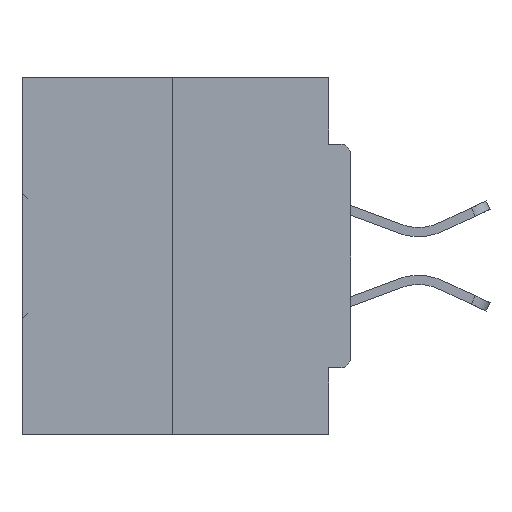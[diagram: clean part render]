
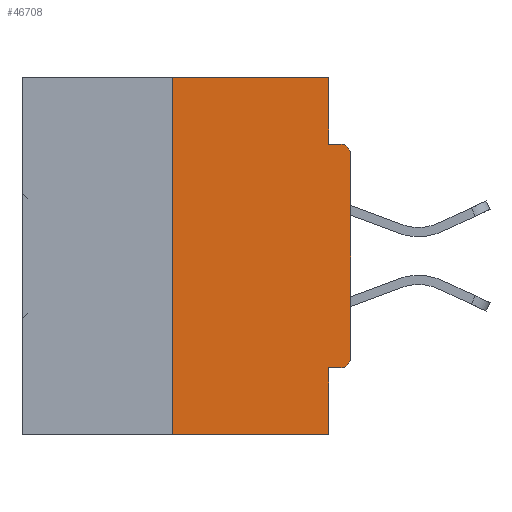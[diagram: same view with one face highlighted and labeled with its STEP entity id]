
A CAD part, left-side view. The second image highlights one B-rep face of the part: STEP entity #46708.
In plain terms, the highlighted planar face has unit normal (-1, 0, 0).
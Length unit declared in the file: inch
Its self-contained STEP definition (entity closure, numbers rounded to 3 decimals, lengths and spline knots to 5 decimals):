
#29 = DIRECTION ( 'NONE',  ( 0., -1., 0. ) ) ;
#422 = VERTEX_POINT ( 'NONE', #16062 ) ;
#974 = VERTEX_POINT ( 'NONE', #38183 ) ;
#1257 = ORIENTED_EDGE ( 'NONE', *, *, #19547, .F. ) ;
#2387 = LINE ( 'NONE', #16920, #7524 ) ;
#2991 = VECTOR ( 'NONE', #14881, 39.37008 ) ;
#4146 = LINE ( 'NONE', #43940, #18184 ) ;
#4874 = CARTESIAN_POINT ( 'NONE',  ( 0., 0., -0.4065 ) ) ;
#4921 = CARTESIAN_POINT ( 'NONE',  ( 0., 0.031, -0.4065 ) ) ;
#5170 = CARTESIAN_POINT ( 'NONE',  ( 0., 0., 0. ) ) ;
#5418 = VECTOR ( 'NONE', #7341, 39.37008 ) ;
#5587 = VERTEX_POINT ( 'NONE', #5966 ) ;
#5966 = CARTESIAN_POINT ( 'NONE',  ( 0., 0.25, 0. ) ) ;
#6143 = CIRCLE ( 'NONE', #32837, 0.015 ) ;
#7341 = DIRECTION ( 'NONE',  ( 0., 0., -1. ) ) ;
#7524 = VECTOR ( 'NONE', #27880, 39.37008 ) ;
#7942 = DIRECTION ( 'NONE',  ( -1., 0., 0. ) ) ;
#8437 = CARTESIAN_POINT ( 'NONE',  ( 0., 0.25, 0. ) ) ;
#9808 = VERTEX_POINT ( 'NONE', #4921 ) ;
#10216 = VERTEX_POINT ( 'NONE', #41104 ) ;
#10992 = CARTESIAN_POINT ( 'NONE',  ( 0., 0.25, -0.5 ) ) ;
#11293 = VECTOR ( 'NONE', #29, 39.37008 ) ;
#11845 = ORIENTED_EDGE ( 'NONE', *, *, #44323, .F. ) ;
#11858 = CARTESIAN_POINT ( 'NONE',  ( 0., 0.031, -0.5 ) ) ;
#12236 = LINE ( 'NONE', #4874, #30645 ) ;
#12499 = VECTOR ( 'NONE', #19950, 39.37008 ) ;
#12577 = CARTESIAN_POINT ( 'NONE',  ( 0., 0.015, -0.4065 ) ) ;
#13055 = DIRECTION ( 'NONE',  ( 0., 0., -1. ) ) ;
#13659 = EDGE_CURVE ( 'NONE', #5587, #10216, #4146, .T. ) ;
#14881 = DIRECTION ( 'NONE',  ( 0., 0., -1. ) ) ;
#16057 = LINE ( 'NONE', #8437, #44764 ) ;
#16062 = CARTESIAN_POINT ( 'NONE',  ( 0., 0., -0.3915 ) ) ;
#16630 = CARTESIAN_POINT ( 'NONE',  ( 0., 0.46, 0. ) ) ;
#16920 = CARTESIAN_POINT ( 'NONE',  ( 0., 0., -0.0935 ) ) ;
#17881 = ORIENTED_EDGE ( 'NONE', *, *, #36916, .T. ) ;
#17951 = DIRECTION ( 'NONE',  ( 0., -1., 0. ) ) ;
#18071 = LINE ( 'NONE', #11858, #5418 ) ;
#18184 = VECTOR ( 'NONE', #17951, 39.37008 ) ;
#19518 = EDGE_CURVE ( 'NONE', #45125, #422, #6143, .T. ) ;
#19547 = EDGE_CURVE ( 'NONE', #9808, #974, #18071, .T. ) ;
#19950 = DIRECTION ( 'NONE',  ( 0., 0., 1. ) ) ;
#22173 = CARTESIAN_POINT ( 'NONE',  ( 0., 0.015, -0.0935 ) ) ;
#22280 = ORIENTED_EDGE ( 'NONE', *, *, #27907, .F. ) ;
#22353 = ORIENTED_EDGE ( 'NONE', *, *, #19518, .T. ) ;
#25214 = CARTESIAN_POINT ( 'NONE',  ( 0., 0.031, -0.0935 ) ) ;
#26058 = CIRCLE ( 'NONE', #42773, 0.015 ) ;
#26080 = CARTESIAN_POINT ( 'NONE',  ( 0., 0.015, -0.1085 ) ) ;
#26700 = EDGE_CURVE ( 'NONE', #32709, #33535, #26058, .T. ) ;
#27009 = VERTEX_POINT ( 'NONE', #10992 ) ;
#27880 = DIRECTION ( 'NONE',  ( 0., -1., 0. ) ) ;
#27907 = EDGE_CURVE ( 'NONE', #45125, #9808, #12236, .T. ) ;
#29063 = CARTESIAN_POINT ( 'NONE',  ( 0., 0.015, -0.3915 ) ) ;
#29299 = DIRECTION ( 'NONE',  ( -1., 0., 0. ) ) ;
#29438 = LINE ( 'NONE', #43962, #2991 ) ;
#29502 = EDGE_CURVE ( 'NONE', #45446, #33535, #2387, .T. ) ;
#30234 = ORIENTED_EDGE ( 'NONE', *, *, #13659, .F. ) ;
#30645 = VECTOR ( 'NONE', #44912, 39.37008 ) ;
#31209 = DIRECTION ( 'NONE',  ( 1., 0., 0. ) ) ;
#31910 = ORIENTED_EDGE ( 'NONE', *, *, #29502, .F. ) ;
#32612 = AXIS2_PLACEMENT_3D ( 'NONE', #16630, #31209, #13055 ) ;
#32643 = DIRECTION ( 'NONE',  ( 0., 0., -1. ) ) ;
#32706 = LINE ( 'NONE', #43652, #11293 ) ;
#32709 = VERTEX_POINT ( 'NONE', #43805 ) ;
#32756 = EDGE_CURVE ( 'NONE', #422, #32709, #41871, .T. ) ;
#32837 = AXIS2_PLACEMENT_3D ( 'NONE', #29063, #29299, #32643 ) ;
#33535 = VERTEX_POINT ( 'NONE', #22173 ) ;
#35507 = EDGE_LOOP ( 'NONE', ( #30234, #11845, #17881, #1257, #22280, #22353, #39583, #37663, #31910, #38158 ) ) ;
#36916 = EDGE_CURVE ( 'NONE', #27009, #974, #32706, .T. ) ;
#37663 = ORIENTED_EDGE ( 'NONE', *, *, #26700, .T. ) ;
#37755 = DIRECTION ( 'NONE',  ( 0., 0., -1. ) ) ;
#38158 = ORIENTED_EDGE ( 'NONE', *, *, #46086, .F. ) ;
#38183 = CARTESIAN_POINT ( 'NONE',  ( 0., 0.031, -0.5 ) ) ;
#39275 = FACE_OUTER_BOUND ( 'NONE', #35507, .T. ) ;
#39583 = ORIENTED_EDGE ( 'NONE', *, *, #32756, .T. ) ;
#41104 = CARTESIAN_POINT ( 'NONE',  ( 0., 0.031, 0. ) ) ;
#41792 = DIRECTION ( 'NONE',  ( 0., 0., 1. ) ) ;
#41871 = LINE ( 'NONE', #5170, #12499 ) ;
#42773 = AXIS2_PLACEMENT_3D ( 'NONE', #26080, #7942, #37755 ) ;
#43652 = CARTESIAN_POINT ( 'NONE',  ( 0., 0.46, -0.5 ) ) ;
#43805 = CARTESIAN_POINT ( 'NONE',  ( 0., 0., -0.1085 ) ) ;
#43940 = CARTESIAN_POINT ( 'NONE',  ( 0., 0.46, 0. ) ) ;
#43962 = CARTESIAN_POINT ( 'NONE',  ( 0., 0.031, 0. ) ) ;
#44323 = EDGE_CURVE ( 'NONE', #27009, #5587, #16057, .T. ) ;
#44764 = VECTOR ( 'NONE', #41792, 39.37008 ) ;
#44912 = DIRECTION ( 'NONE',  ( 0., 1., 0. ) ) ;
#45125 = VERTEX_POINT ( 'NONE', #12577 ) ;
#45446 = VERTEX_POINT ( 'NONE', #25214 ) ;
#45482 = PLANE ( 'NONE',  #32612 ) ;
#46086 = EDGE_CURVE ( 'NONE', #10216, #45446, #29438, .T. ) ;
#46708 = ADVANCED_FACE ( 'NONE', ( #39275 ), #45482, .F. ) ;
